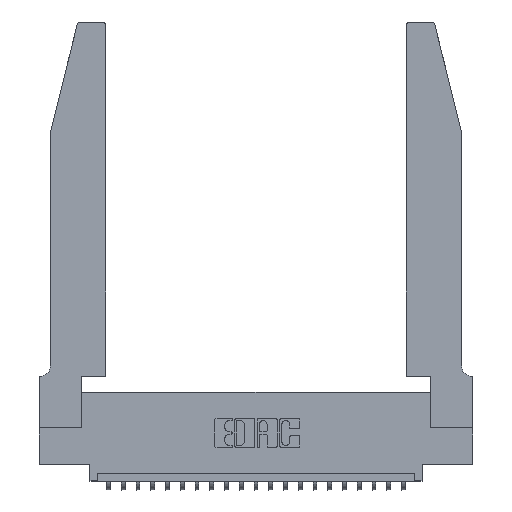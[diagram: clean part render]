
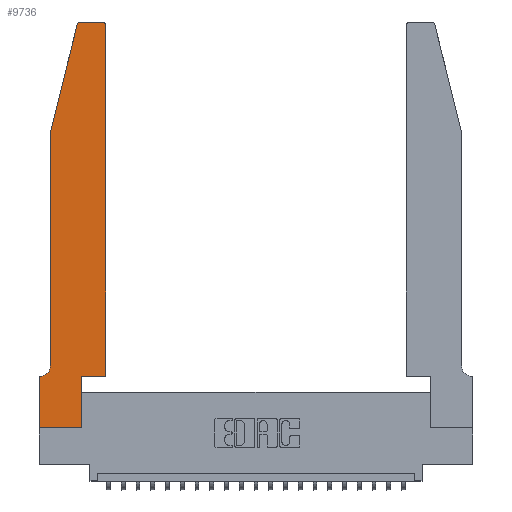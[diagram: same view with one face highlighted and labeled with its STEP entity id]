
A CAD part, top view. The second image highlights one B-rep face of the part: STEP entity #9736.
In plain terms, the highlighted planar face has unit normal (0, 0, 1).
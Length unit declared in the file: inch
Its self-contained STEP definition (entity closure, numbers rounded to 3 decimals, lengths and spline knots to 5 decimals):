
#15 = EDGE_CURVE ( 'NONE', #8270, #4886, #15522, .T. ) ;
#1410 = CARTESIAN_POINT ( 'NONE',  ( 0.0055, 0.35, 0.37 ) ) ;
#1600 = CARTESIAN_POINT ( 'NONE',  ( 0.0755, 2., 0.37 ) ) ;
#1849 = CARTESIAN_POINT ( 'NONE',  ( 0.4205, 2.75, 0.37 ) ) ;
#3597 = VERTEX_POINT ( 'NONE', #13342 ) ;
#3691 = VECTOR ( 'NONE', #9410, 39.37008 ) ;
#4140 = VERTEX_POINT ( 'NONE', #9966 ) ;
#4158 = VERTEX_POINT ( 'NONE', #15309 ) ;
#4232 = CIRCLE ( 'NONE', #4296, 0.03 ) ;
#4296 = AXIS2_PLACEMENT_3D ( 'NONE', #9528, #15189, #16775 ) ;
#4407 = DIRECTION ( 'NONE',  ( 0., -1., 0. ) ) ;
#4443 = EDGE_CURVE ( 'NONE', #4140, #10501, #22860, .T. ) ;
#4452 = EDGE_CURVE ( 'NONE', #19910, #3597, #22580, .T. ) ;
#4523 = LINE ( 'NONE', #6072, #5940 ) ;
#4835 = DIRECTION ( 'NONE',  ( 0., -1., 0. ) ) ;
#4886 = VERTEX_POINT ( 'NONE', #1410 ) ;
#4897 = VECTOR ( 'NONE', #4407, 39.37008 ) ;
#5254 = CARTESIAN_POINT ( 'NONE',  ( 0., 0., 0.37 ) ) ;
#5693 = LINE ( 'NONE', #7458, #3691 ) ;
#5836 = ORIENTED_EDGE ( 'NONE', *, *, #20009, .T. ) ;
#5882 = VERTEX_POINT ( 'NONE', #19226 ) ;
#5940 = VECTOR ( 'NONE', #9621, 39.37008 ) ;
#6072 = CARTESIAN_POINT ( 'NONE',  ( 0.2605, 2.75, 0.37 ) ) ;
#6184 = DIRECTION ( 'NONE',  ( 1., 0., 0. ) ) ;
#7458 = CARTESIAN_POINT ( 'NONE',  ( 0.0755, 0.35, 0.37 ) ) ;
#7512 = ORIENTED_EDGE ( 'NONE', *, *, #12155, .T. ) ;
#7653 = LINE ( 'NONE', #10032, #18782 ) ;
#8270 = VERTEX_POINT ( 'NONE', #17231 ) ;
#8472 = VECTOR ( 'NONE', #9417, 39.37008 ) ;
#8602 = VERTEX_POINT ( 'NONE', #1849 ) ;
#8808 = DIRECTION ( 'NONE',  ( -0.239, -0.971, 0. ) ) ;
#8946 = CARTESIAN_POINT ( 'NONE',  ( 0.4505, 0.35, 0.37 ) ) ;
#9113 = DIRECTION ( 'NONE',  ( 0., 1., 0. ) ) ;
#9410 = DIRECTION ( 'NONE',  ( -1., 0., 0. ) ) ;
#9417 = DIRECTION ( 'NONE',  ( 1., 0., 0. ) ) ;
#9526 = VERTEX_POINT ( 'NONE', #12229 ) ;
#9528 = CARTESIAN_POINT ( 'NONE',  ( 0.284, 2.72, 0.37 ) ) ;
#9621 = DIRECTION ( 'NONE',  ( -1., 0., 0. ) ) ;
#9736 = ADVANCED_FACE ( 'NONE', ( #20360 ), #17380, .T. ) ;
#9966 = CARTESIAN_POINT ( 'NONE',  ( 0.4505, 0.35, 0.37 ) ) ;
#10032 = CARTESIAN_POINT ( 'NONE',  ( 0.2865, 0.35, 0.37 ) ) ;
#10221 = VECTOR ( 'NONE', #4835, 39.37008 ) ;
#10332 = ORIENTED_EDGE ( 'NONE', *, *, #15, .T. ) ;
#10501 = VERTEX_POINT ( 'NONE', #20979 ) ;
#10543 = CARTESIAN_POINT ( 'NONE',  ( 0., 0., 0.37 ) ) ;
#11117 = VECTOR ( 'NONE', #8808, 39.37008 ) ;
#11724 = DIRECTION ( 'NONE',  ( 0., 0., 1. ) ) ;
#11863 = DIRECTION ( 'NONE',  ( 0., 1., 0. ) ) ;
#12155 = EDGE_CURVE ( 'NONE', #3597, #4158, #7653, .T. ) ;
#12212 = LINE ( 'NONE', #20464, #8472 ) ;
#12229 = CARTESIAN_POINT ( 'NONE',  ( 0.0755, 2., 0.37 ) ) ;
#12324 = EDGE_CURVE ( 'NONE', #5882, #9526, #15958, .T. ) ;
#12712 = DIRECTION ( 'NONE',  ( 1., 0., 0. ) ) ;
#12895 = CIRCLE ( 'NONE', #19169, 0.03 ) ;
#13342 = CARTESIAN_POINT ( 'NONE',  ( 0.2865, 0., 0.37 ) ) ;
#13547 = CARTESIAN_POINT ( 'NONE',  ( 0., 0.35, 0.37 ) ) ;
#13991 = DIRECTION ( 'NONE',  ( 0., 0., -1. ) ) ;
#14083 = ORIENTED_EDGE ( 'NONE', *, *, #4452, .T. ) ;
#14673 = ORIENTED_EDGE ( 'NONE', *, *, #18932, .T. ) ;
#15189 = DIRECTION ( 'NONE',  ( 0., 0., 1. ) ) ;
#15309 = CARTESIAN_POINT ( 'NONE',  ( 0.2865, 0.35, 0.37 ) ) ;
#15522 = CIRCLE ( 'NONE', #22010, 0.07 ) ;
#15558 = CARTESIAN_POINT ( 'NONE',  ( 0.4205, 2.72, 0.37 ) ) ;
#15958 = LINE ( 'NONE', #1600, #11117 ) ;
#16231 = VERTEX_POINT ( 'NONE', #18583 ) ;
#16254 = ORIENTED_EDGE ( 'NONE', *, *, #18429, .T. ) ;
#16354 = ORIENTED_EDGE ( 'NONE', *, *, #4443, .T. ) ;
#16516 = VERTEX_POINT ( 'NONE', #23064 ) ;
#16775 = DIRECTION ( 'NONE',  ( 1., 0., 0. ) ) ;
#16891 = EDGE_CURVE ( 'NONE', #16231, #19910, #21442, .T. ) ;
#17054 = ORIENTED_EDGE ( 'NONE', *, *, #20184, .T. ) ;
#17231 = CARTESIAN_POINT ( 'NONE',  ( 0.0755, 0.42, 0.37 ) ) ;
#17380 = PLANE ( 'NONE',  #17542 ) ;
#17542 = AXIS2_PLACEMENT_3D ( 'NONE', #13547, #11724, #6184 ) ;
#18031 = EDGE_CURVE ( 'NONE', #10501, #8602, #12895, .T. ) ;
#18429 = EDGE_CURVE ( 'NONE', #4886, #16231, #5693, .T. ) ;
#18583 = CARTESIAN_POINT ( 'NONE',  ( 0., 0.35, 0.37 ) ) ;
#18629 = VECTOR ( 'NONE', #12712, 39.37008 ) ;
#18782 = VECTOR ( 'NONE', #11863, 39.37008 ) ;
#18932 = EDGE_CURVE ( 'NONE', #8602, #16516, #4523, .T. ) ;
#18966 = DIRECTION ( 'NONE',  ( 1., 0., 0. ) ) ;
#19169 = AXIS2_PLACEMENT_3D ( 'NONE', #15558, #20945, #18966 ) ;
#19226 = CARTESIAN_POINT ( 'NONE',  ( 0.25487, 2.72718, 0.37 ) ) ;
#19591 = CARTESIAN_POINT ( 'NONE',  ( 0.0755, 2., 0.37 ) ) ;
#19910 = VERTEX_POINT ( 'NONE', #10543 ) ;
#20009 = EDGE_CURVE ( 'NONE', #9526, #8270, #22425, .T. ) ;
#20184 = EDGE_CURVE ( 'NONE', #4158, #4140, #12212, .T. ) ;
#20360 = FACE_OUTER_BOUND ( 'NONE', #22477, .T. ) ;
#20464 = CARTESIAN_POINT ( 'NONE',  ( 0.4505, 0.35, 0.37 ) ) ;
#20623 = VECTOR ( 'NONE', #9113, 39.37008 ) ;
#20794 = ORIENTED_EDGE ( 'NONE', *, *, #16891, .T. ) ;
#20917 = CARTESIAN_POINT ( 'NONE',  ( 0., 0., 0.37 ) ) ;
#20945 = DIRECTION ( 'NONE',  ( 0., 0., 1. ) ) ;
#20959 = ORIENTED_EDGE ( 'NONE', *, *, #12324, .T. ) ;
#20979 = CARTESIAN_POINT ( 'NONE',  ( 0.4505, 2.72, 0.37 ) ) ;
#21442 = LINE ( 'NONE', #20917, #4897 ) ;
#21614 = ORIENTED_EDGE ( 'NONE', *, *, #21951, .T. ) ;
#21951 = EDGE_CURVE ( 'NONE', #16516, #5882, #4232, .T. ) ;
#22010 = AXIS2_PLACEMENT_3D ( 'NONE', #23033, #13991, #23109 ) ;
#22425 = LINE ( 'NONE', #19591, #10221 ) ;
#22477 = EDGE_LOOP ( 'NONE', ( #14673, #21614, #20959, #5836, #10332, #16254, #20794, #14083, #7512, #17054, #16354, #22802 ) ) ;
#22580 = LINE ( 'NONE', #5254, #18629 ) ;
#22802 = ORIENTED_EDGE ( 'NONE', *, *, #18031, .T. ) ;
#22860 = LINE ( 'NONE', #8946, #20623 ) ;
#23033 = CARTESIAN_POINT ( 'NONE',  ( 0.0055, 0.42, 0.37 ) ) ;
#23064 = CARTESIAN_POINT ( 'NONE',  ( 0.284, 2.75, 0.37 ) ) ;
#23109 = DIRECTION ( 'NONE',  ( -1., 0., 0. ) ) ;
